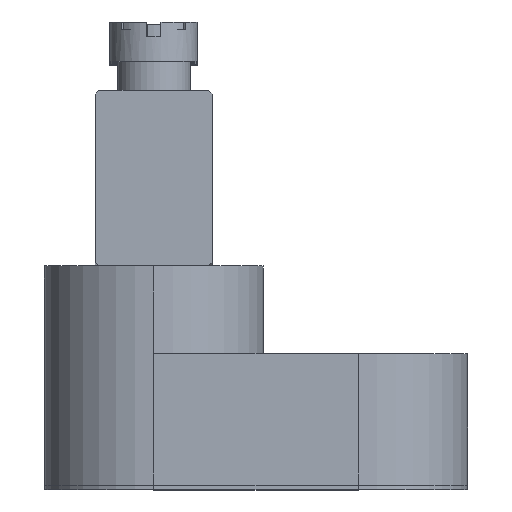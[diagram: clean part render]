
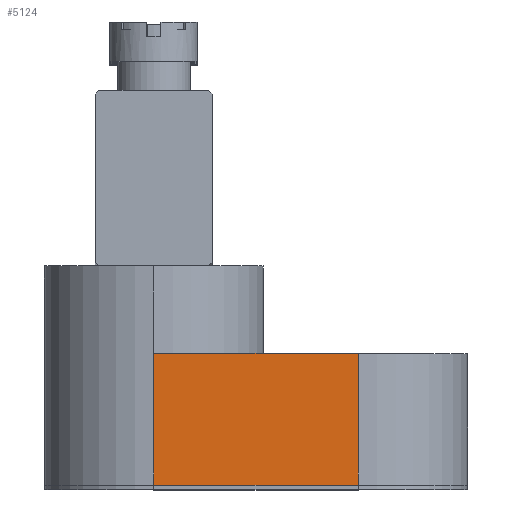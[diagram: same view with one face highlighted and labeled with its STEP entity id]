
A CAD part, top view. The second image highlights one B-rep face of the part: STEP entity #5124.
In plain terms, the highlighted planar face has unit normal (0, 0, 1).
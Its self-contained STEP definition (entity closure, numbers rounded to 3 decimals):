
#668 = CARTESIAN_POINT ( 'NONE',  ( 7., 9., 7.5 ) ) ;
#822 = EDGE_CURVE ( 'NONE', #3504, #1941, #9767, .T. ) ;
#945 = LINE ( 'NONE', #5255, #9861 ) ;
#1027 = CARTESIAN_POINT ( 'NONE',  ( 7., 0., 7.5 ) ) ;
#1064 = CARTESIAN_POINT ( 'NONE',  ( -7., 0., 7.5 ) ) ;
#1335 = DIRECTION ( 'NONE',  ( 1., 0., 0. ) ) ;
#1623 = PLANE ( 'NONE',  #4182 ) ;
#1694 = FACE_OUTER_BOUND ( 'NONE', #3930, .T. ) ;
#1722 = LINE ( 'NONE', #3744, #3531 ) ;
#1753 = EDGE_CURVE ( 'NONE', #1941, #6661, #1722, .T. ) ;
#1941 = VERTEX_POINT ( 'NONE', #1027 ) ;
#2515 = DIRECTION ( 'NONE',  ( -1., 0., 0. ) ) ;
#2605 = ORIENTED_EDGE ( 'NONE', *, *, #3165, .F. ) ;
#3165 = EDGE_CURVE ( 'NONE', #3504, #6529, #945, .T. ) ;
#3504 = VERTEX_POINT ( 'NONE', #1064 ) ;
#3531 = VECTOR ( 'NONE', #3856, 1000. ) ;
#3744 = CARTESIAN_POINT ( 'NONE',  ( 7., -10.607, 7.5 ) ) ;
#3856 = DIRECTION ( 'NONE',  ( 0., 1., 0. ) ) ;
#3930 = EDGE_LOOP ( 'NONE', ( #5076, #11347, #2605, #3958 ) ) ;
#3958 = ORIENTED_EDGE ( 'NONE', *, *, #822, .T. ) ;
#3989 = LINE ( 'NONE', #4983, #11842 ) ;
#4006 = CARTESIAN_POINT ( 'NONE',  ( -7., 9., 7.5 ) ) ;
#4182 = AXIS2_PLACEMENT_3D ( 'NONE', #9822, #10713, #2515 ) ;
#4542 = VECTOR ( 'NONE', #1335, 1000. ) ;
#4983 = CARTESIAN_POINT ( 'NONE',  ( -14.5, 9., 7.5 ) ) ;
#5076 = ORIENTED_EDGE ( 'NONE', *, *, #1753, .T. ) ;
#5124 = ADVANCED_FACE ( 'NONE', ( #1694 ), #1623, .F. ) ;
#5255 = CARTESIAN_POINT ( 'NONE',  ( -7., -10.607, 7.5 ) ) ;
#5694 = EDGE_CURVE ( 'NONE', #6529, #6661, #3989, .T. ) ;
#6529 = VERTEX_POINT ( 'NONE', #4006 ) ;
#6661 = VERTEX_POINT ( 'NONE', #668 ) ;
#7224 = CARTESIAN_POINT ( 'NONE',  ( -14.5, 0., 7.5 ) ) ;
#9767 = LINE ( 'NONE', #7224, #4542 ) ;
#9822 = CARTESIAN_POINT ( 'NONE',  ( -14.5, 9., 7.5 ) ) ;
#9861 = VECTOR ( 'NONE', #11610, 1000. ) ;
#10475 = DIRECTION ( 'NONE',  ( 1., 0., 0. ) ) ;
#10713 = DIRECTION ( 'NONE',  ( 0., 0., -1. ) ) ;
#11347 = ORIENTED_EDGE ( 'NONE', *, *, #5694, .F. ) ;
#11610 = DIRECTION ( 'NONE',  ( 0., 1., 0. ) ) ;
#11842 = VECTOR ( 'NONE', #10475, 1000. ) ;
